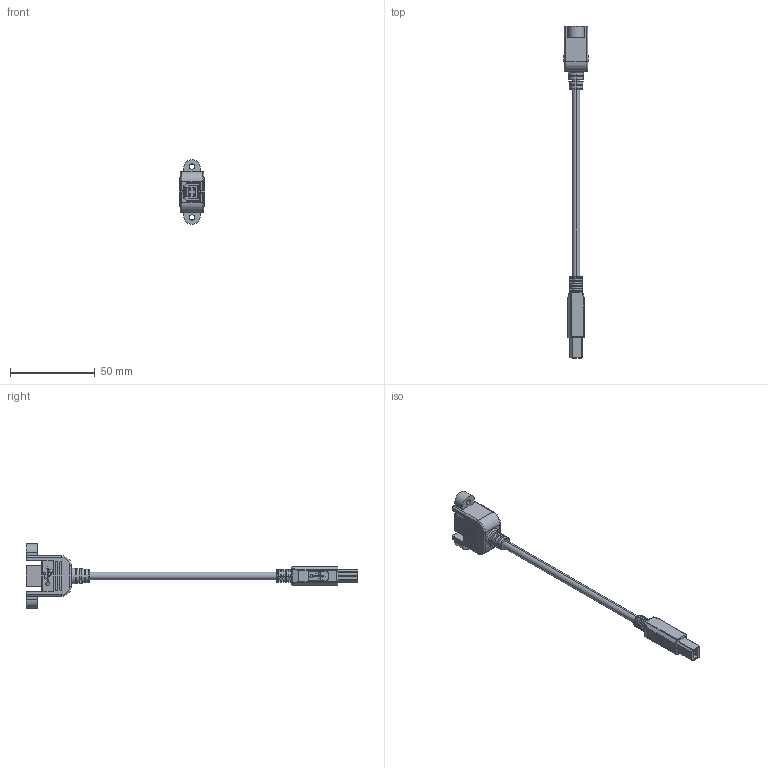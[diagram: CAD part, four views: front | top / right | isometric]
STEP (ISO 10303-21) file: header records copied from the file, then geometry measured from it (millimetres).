
FILE_DESCRIPTION (( 'STEP AP214' ), '1' );
FILE_NAME ('UPMBB.STEP', '2010-02-18T21:30:59', ( 'Windows XP Mode' ), ( '' ), 'SwSTEP 2.0', 'SolidWorks 2008', '' );
FILE_SCHEMA (( 'AUTOMOTIVE_DESIGN' ));
Length unit declared in the file: inch
Products named in the file (13): MTN-464_l-com logo; MTN-466; 1AA05-023; CSMUAA-MA1; UPMBB; 1AA05-004-MA1; 1AA05-004_NOT CRIMPED; 3AB06-026_WITHOUT CABLE; 1AA05-004-MA3; 1AA05-004-MA4; 1AA05-004-MA2_NOT CRIMPED; MTN-464_with L-com logo; MTN-160
Assembly tree (15 placements, depth 4):
  UPMBB
    MTN-464_with L-com logo
      MTN-464_l-com logo
      MTN-466
      1AA05-023
    3AB06-026_WITHOUT CABLE
      1AA05-004_NOT CRIMPED
        1AA05-004-MA3  x4
        1AA05-004-MA4
        1AA05-004-MA1
        1AA05-004-MA2_NOT CRIMPED
      MTN-160
    CSMUAA-MA1
Bounding box: 14.8 x 196.1 x 38 mm (x, y, z)
Volume: 15214.8 mm3; surface area: 14095.1 mm2
Topology: 13 solids, 13 shells, 767 faces, 1992 edges, 1276 vertices
Faces by surface type: plane 495, cylinder 159, bspline 73, sphere 24, torus 12, cone 4
Entity records: 27237 total; most frequent: CARTESIAN_POINT 7918, ORIENTED_EDGE 3756, DIRECTION 3401, EDGE_CURVE 1878, VECTOR 1351, LINE 1351, VERTEX_POINT 1216, AXIS2_PLACEMENT_3D 1025
